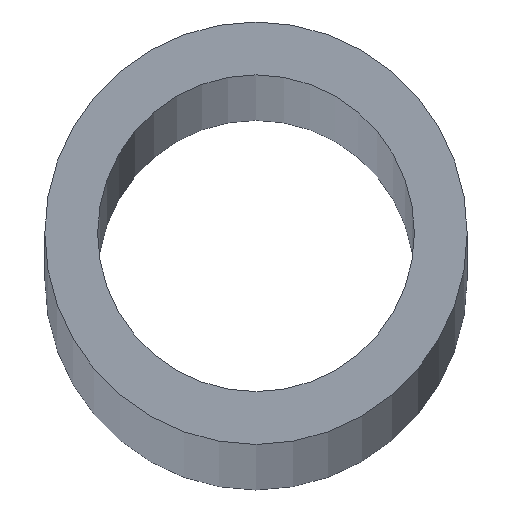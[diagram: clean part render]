
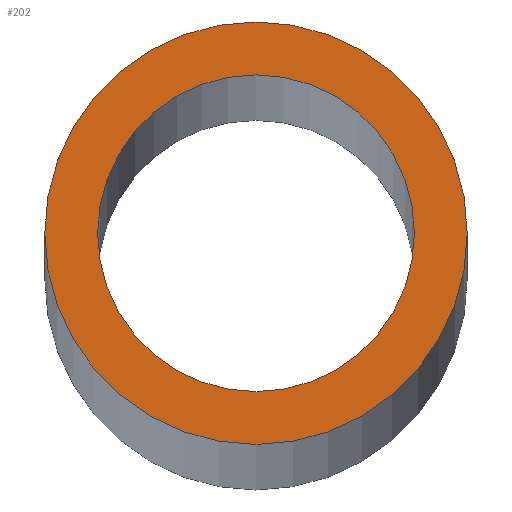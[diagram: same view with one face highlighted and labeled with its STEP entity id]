
A CAD part, top view. The second image highlights one B-rep face of the part: STEP entity #202.
In plain terms, the highlighted planar face has unit normal (0, 0, 1).
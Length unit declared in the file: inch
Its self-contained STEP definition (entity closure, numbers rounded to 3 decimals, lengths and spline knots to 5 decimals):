
#2 = EDGE_CURVE ( 'NONE', #197, #174, #225, .T. ) ;
#12 = CARTESIAN_POINT ( 'NONE',  ( 0., 0., 216. ) ) ;
#16 = CARTESIAN_POINT ( 'NONE',  ( -1.75, 0., 216. ) ) ;
#17 = ORIENTED_EDGE ( 'NONE', *, *, #60, .T. ) ;
#19 = AXIS2_PLACEMENT_3D ( 'NONE', #84, #158, #128 ) ;
#25 = EDGE_LOOP ( 'NONE', ( #192, #139 ) ) ;
#41 = AXIS2_PLACEMENT_3D ( 'NONE', #161, #191, #73 ) ;
#43 = DIRECTION ( 'NONE',  ( 1., 0., 0. ) ) ;
#45 = PLANE ( 'NONE',  #99 ) ;
#49 = DIRECTION ( 'NONE',  ( 1., 0., 0. ) ) ;
#60 = EDGE_CURVE ( 'NONE', #103, #165, #206, .T. ) ;
#73 = DIRECTION ( 'NONE',  ( 1., 0., 0. ) ) ;
#74 = CIRCLE ( 'NONE', #19, 1.75 ) ;
#84 = CARTESIAN_POINT ( 'NONE',  ( 0., 0., 216. ) ) ;
#86 = CARTESIAN_POINT ( 'NONE',  ( 0., 0., 216. ) ) ;
#89 = CARTESIAN_POINT ( 'NONE',  ( 1.312, 0., 216. ) ) ;
#99 = AXIS2_PLACEMENT_3D ( 'NONE', #86, #241, #43 ) ;
#100 = AXIS2_PLACEMENT_3D ( 'NONE', #176, #156, #222 ) ;
#103 = VERTEX_POINT ( 'NONE', #16 ) ;
#106 = FACE_OUTER_BOUND ( 'NONE', #170, .T. ) ;
#128 = DIRECTION ( 'NONE',  ( 1., 0., 0. ) ) ;
#139 = ORIENTED_EDGE ( 'NONE', *, *, #2, .F. ) ;
#150 = EDGE_CURVE ( 'NONE', #174, #197, #154, .T. ) ;
#154 = CIRCLE ( 'NONE', #173, 1.312 ) ;
#156 = DIRECTION ( 'NONE',  ( 0., 0., 1. ) ) ;
#158 = DIRECTION ( 'NONE',  ( 0., 0., 1. ) ) ;
#159 = DIRECTION ( 'NONE',  ( 0., 0., 1. ) ) ;
#161 = CARTESIAN_POINT ( 'NONE',  ( 0., 0., 216. ) ) ;
#165 = VERTEX_POINT ( 'NONE', #181 ) ;
#170 = EDGE_LOOP ( 'NONE', ( #17, #180 ) ) ;
#173 = AXIS2_PLACEMENT_3D ( 'NONE', #12, #159, #49 ) ;
#174 = VERTEX_POINT ( 'NONE', #224 ) ;
#176 = CARTESIAN_POINT ( 'NONE',  ( 0., 0., 216. ) ) ;
#180 = ORIENTED_EDGE ( 'NONE', *, *, #215, .T. ) ;
#181 = CARTESIAN_POINT ( 'NONE',  ( 1.75, 0., 216. ) ) ;
#191 = DIRECTION ( 'NONE',  ( 0., 0., 1. ) ) ;
#192 = ORIENTED_EDGE ( 'NONE', *, *, #150, .F. ) ;
#197 = VERTEX_POINT ( 'NONE', #89 ) ;
#202 = ADVANCED_FACE ( 'NONE', ( #106, #226 ), #45, .T. ) ;
#206 = CIRCLE ( 'NONE', #41, 1.75 ) ;
#215 = EDGE_CURVE ( 'NONE', #165, #103, #74, .T. ) ;
#222 = DIRECTION ( 'NONE',  ( 1., 0., 0. ) ) ;
#224 = CARTESIAN_POINT ( 'NONE',  ( -1.312, 0., 216. ) ) ;
#225 = CIRCLE ( 'NONE', #100, 1.312 ) ;
#226 = FACE_BOUND ( 'NONE', #25, .T. ) ;
#241 = DIRECTION ( 'NONE',  ( 0., 0., 1. ) ) ;
